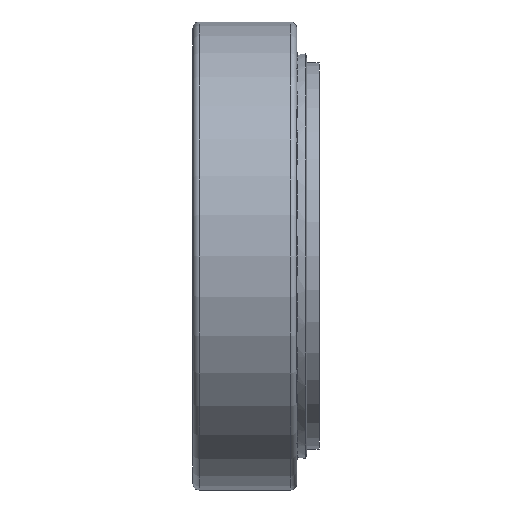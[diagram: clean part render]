
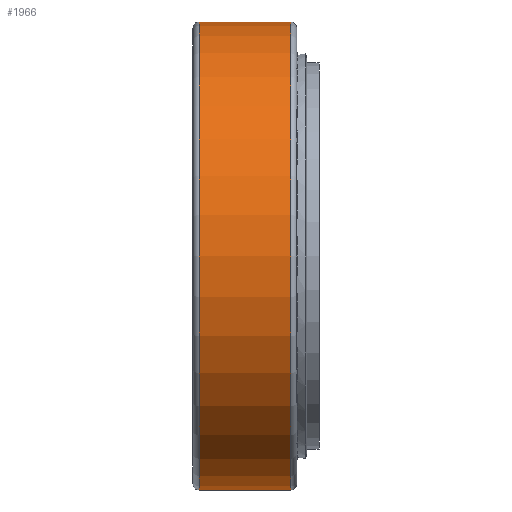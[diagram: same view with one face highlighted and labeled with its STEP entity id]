
A CAD part, front view. The second image highlights one B-rep face of the part: STEP entity #1966.
In plain terms, the highlighted cylindrical face has radius 57.5 mm (diameter 115 mm), a full revolution.
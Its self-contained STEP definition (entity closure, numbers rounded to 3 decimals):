
#217=CYLINDRICAL_SURFACE('',#2171,57.5);
#338=ORIENTED_EDGE('',*,*,#893,.T.);
#339=ORIENTED_EDGE('',*,*,#892,.F.);
#892=EDGE_CURVE('',#1176,#1176,#1372,.T.);
#893=EDGE_CURVE('',#1177,#1177,#1373,.T.);
#1176=VERTEX_POINT('',#3241);
#1177=VERTEX_POINT('',#3244);
#1372=CIRCLE('',#2170,57.5);
#1373=CIRCLE('',#2172,57.5);
#1494=EDGE_LOOP('',(#338));
#1495=EDGE_LOOP('',(#339));
#1710=FACE_BOUND('',#1494,.T.);
#1711=FACE_BOUND('',#1495,.T.);
#1966=ADVANCED_FACE('',(#1710,#1711),#217,.T.);
#2170=AXIS2_PLACEMENT_3D('',#3240,#2552,#2553);
#2171=AXIS2_PLACEMENT_3D('',#3242,#2554,#2555);
#2172=AXIS2_PLACEMENT_3D('',#3243,#2556,#2557);
#2552=DIRECTION('',(1.,0.,0.));
#2553=DIRECTION('',(0.,0.,-1.));
#2554=DIRECTION('',(1.,0.,0.));
#2555=DIRECTION('',(0.,0.,-1.));
#2556=DIRECTION('',(1.,0.,0.));
#2557=DIRECTION('',(0.,0.,-1.));
#3240=CARTESIAN_POINT('',(24.,0.,0.));
#3241=CARTESIAN_POINT('',(24.,0.,-57.5));
#3242=CARTESIAN_POINT('',(50.,0.,0.));
#3243=CARTESIAN_POINT('',(1.5,0.,0.));
#3244=CARTESIAN_POINT('',(1.5,0.,-57.5));
